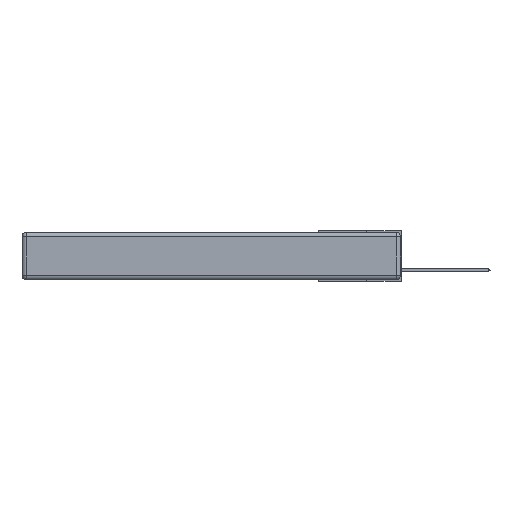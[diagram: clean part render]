
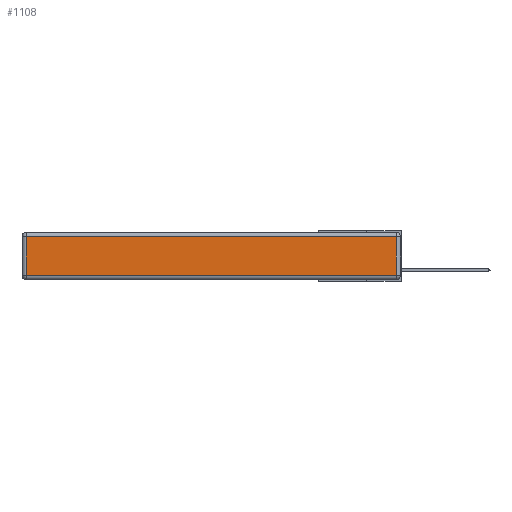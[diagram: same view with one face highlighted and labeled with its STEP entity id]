
A CAD part, left-side view. The second image highlights one B-rep face of the part: STEP entity #1108.
In plain terms, the highlighted planar face has unit normal (-1, 0, 0).
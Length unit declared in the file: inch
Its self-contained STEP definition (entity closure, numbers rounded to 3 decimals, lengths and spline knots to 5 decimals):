
#512 = LINE ( 'NONE', #17159, #18331 ) ;
#681 = VECTOR ( 'NONE', #11453, 39.37008 ) ;
#1108 = ADVANCED_FACE ( 'NONE', ( #11144 ), #15494, .T. ) ;
#1235 = EDGE_CURVE ( 'NONE', #13067, #11321, #16532, .T. ) ;
#1282 = EDGE_LOOP ( 'NONE', ( #9567, #2150, #10053, #4696 ) ) ;
#1814 = CARTESIAN_POINT ( 'NONE',  ( 0., 0., -0.313 ) ) ;
#1886 = DIRECTION ( 'NONE',  ( 0., -1., 0. ) ) ;
#2150 = ORIENTED_EDGE ( 'NONE', *, *, #12769, .T. ) ;
#3047 = CARTESIAN_POINT ( 'NONE',  ( 0., 0.03, -0.03 ) ) ;
#4494 = VERTEX_POINT ( 'NONE', #10659 ) ;
#4696 = ORIENTED_EDGE ( 'NONE', *, *, #12626, .T. ) ;
#6896 = VECTOR ( 'NONE', #8236, 39.37008 ) ;
#6901 = CARTESIAN_POINT ( 'NONE',  ( 0., 0., -0.343 ) ) ;
#8236 = DIRECTION ( 'NONE',  ( 0., 0., 1. ) ) ;
#9315 = LINE ( 'NONE', #21998, #6896 ) ;
#9554 = VERTEX_POINT ( 'NONE', #3047 ) ;
#9567 = ORIENTED_EDGE ( 'NONE', *, *, #1235, .T. ) ;
#10053 = ORIENTED_EDGE ( 'NONE', *, *, #15791, .T. ) ;
#10197 = DIRECTION ( 'NONE',  ( -1., 0., 0. ) ) ;
#10428 = AXIS2_PLACEMENT_3D ( 'NONE', #6901, #10197, #13674 ) ;
#10659 = CARTESIAN_POINT ( 'NONE',  ( 0., 2.72, -0.03 ) ) ;
#11144 = FACE_OUTER_BOUND ( 'NONE', #1282, .T. ) ;
#11321 = VERTEX_POINT ( 'NONE', #14455 ) ;
#11453 = DIRECTION ( 'NONE',  ( 0., 0., -1. ) ) ;
#12548 = LINE ( 'NONE', #14996, #681 ) ;
#12626 = EDGE_CURVE ( 'NONE', #4494, #13067, #12548, .T. ) ;
#12769 = EDGE_CURVE ( 'NONE', #11321, #9554, #9315, .T. ) ;
#13067 = VERTEX_POINT ( 'NONE', #15903 ) ;
#13674 = DIRECTION ( 'NONE',  ( 0., 0., 1. ) ) ;
#13967 = DIRECTION ( 'NONE',  ( 0., 1., 0. ) ) ;
#14455 = CARTESIAN_POINT ( 'NONE',  ( 0., 0.03, -0.313 ) ) ;
#14996 = CARTESIAN_POINT ( 'NONE',  ( 0., 2.72, -0.343 ) ) ;
#15494 = PLANE ( 'NONE',  #10428 ) ;
#15791 = EDGE_CURVE ( 'NONE', #9554, #4494, #512, .T. ) ;
#15903 = CARTESIAN_POINT ( 'NONE',  ( 0., 2.72, -0.313 ) ) ;
#16532 = LINE ( 'NONE', #1814, #21632 ) ;
#17159 = CARTESIAN_POINT ( 'NONE',  ( 0., 2.75, -0.03 ) ) ;
#18331 = VECTOR ( 'NONE', #13967, 39.37008 ) ;
#21632 = VECTOR ( 'NONE', #1886, 39.37008 ) ;
#21998 = CARTESIAN_POINT ( 'NONE',  ( 0., 0.03, -0.343 ) ) ;
